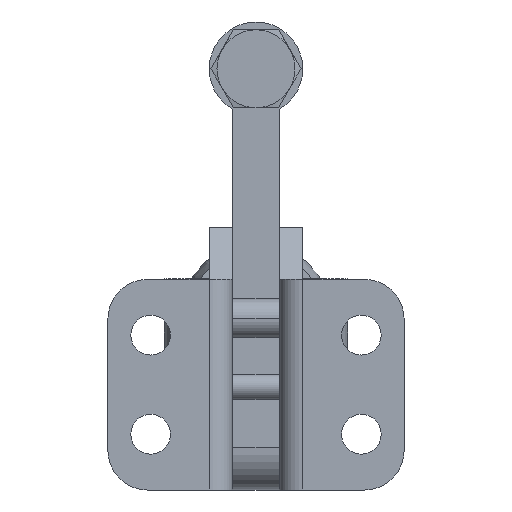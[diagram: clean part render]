
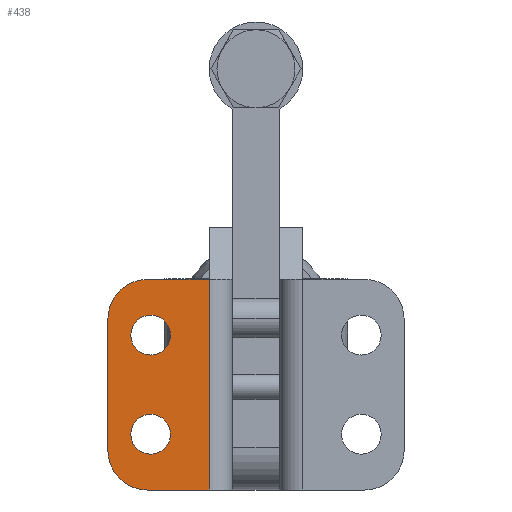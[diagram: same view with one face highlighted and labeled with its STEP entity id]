
A CAD part, front view. The second image highlights one B-rep face of the part: STEP entity #438.
In plain terms, the highlighted planar face has unit normal (0, -1, 0).
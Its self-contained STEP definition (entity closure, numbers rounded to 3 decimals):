
#438 = ADVANCED_FACE( '', ( #755, #756, #757 ), #758, .T. );
#755 = FACE_BOUND( '', #1381, .T. );
#756 = FACE_BOUND( '', #1382, .T. );
#757 = FACE_OUTER_BOUND( '', #1383, .T. );
#758 = PLANE( '', #1384 );
#1381 = EDGE_LOOP( '', ( #2154, #2155 ) );
#1382 = EDGE_LOOP( '', ( #2156, #2157 ) );
#1383 = EDGE_LOOP( '', ( #2158, #2159, #2160, #2161, #2162, #2163 ) );
#1384 = AXIS2_PLACEMENT_3D( '', #2164, #2165, #2166 );
#2154 = ORIENTED_EDGE( '', *, *, #4301, .T. );
#2155 = ORIENTED_EDGE( '', *, *, #4308, .T. );
#2156 = ORIENTED_EDGE( '', *, *, #4293, .T. );
#2157 = ORIENTED_EDGE( '', *, *, #4312, .T. );
#2158 = ORIENTED_EDGE( '', *, *, #4316, .T. );
#2159 = ORIENTED_EDGE( '', *, *, #4348, .F. );
#2160 = ORIENTED_EDGE( '', *, *, #4328, .T. );
#2161 = ORIENTED_EDGE( '', *, *, #4349, .T. );
#2162 = ORIENTED_EDGE( '', *, *, #4350, .T. );
#2163 = ORIENTED_EDGE( '', *, *, #4351, .T. );
#2164 = CARTESIAN_POINT( '', ( 19., -17.2, -22. ) );
#2165 = DIRECTION( '', ( 0., -1., 0. ) );
#2166 = DIRECTION( '', ( 1., 0., 0. ) );
#4293 = EDGE_CURVE( '', #5050, #5054, #5056, .T. );
#4301 = EDGE_CURVE( '', #5066, #5070, #5072, .T. );
#4308 = EDGE_CURVE( '', #5070, #5066, #5083, .T. );
#4312 = EDGE_CURVE( '', #5054, #5050, #5087, .T. );
#4316 = EDGE_CURVE( '', #5094, #5092, #5095, .T. );
#4328 = EDGE_CURVE( '', #5118, #5116, #5119, .T. );
#4348 = EDGE_CURVE( '', #5118, #5092, #5151, .T. );
#4349 = EDGE_CURVE( '', #5116, #5152, #5153, .T. );
#4350 = EDGE_CURVE( '', #5152, #5154, #5155, .T. );
#4351 = EDGE_CURVE( '', #5154, #5094, #5156, .T. );
#5050 = VERTEX_POINT( '', #6253 );
#5054 = VERTEX_POINT( '', #6258 );
#5056 = CIRCLE( '', #6261, 2.55 );
#5066 = VERTEX_POINT( '', #6273 );
#5070 = VERTEX_POINT( '', #6278 );
#5072 = CIRCLE( '', #6281, 2.55 );
#5083 = CIRCLE( '', #6294, 2.55 );
#5087 = CIRCLE( '', #6298, 2.55 );
#5092 = VERTEX_POINT( '', #6303 );
#5094 = VERTEX_POINT( '', #6306 );
#5095 = CIRCLE( '', #6307, 5.1 );
#5116 = VERTEX_POINT( '', #6333 );
#5118 = VERTEX_POINT( '', #6336 );
#5119 = CIRCLE( '', #6337, 5.1 );
#5151 = LINE( '', #6384, #6385 );
#5152 = VERTEX_POINT( '', #6386 );
#5153 = LINE( '', #6387, #6388 );
#5154 = VERTEX_POINT( '', #6389 );
#5155 = LINE( '', #6390, #6391 );
#5156 = LINE( '', #6392, #6393 );
#6253 = CARTESIAN_POINT( '', ( -10.95, -17.2, -14.85 ) );
#6258 = CARTESIAN_POINT( '', ( -16.05, -17.2, -14.85 ) );
#6261 = AXIS2_PLACEMENT_3D( '', #8317, #8318, #8319 );
#6273 = CARTESIAN_POINT( '', ( -10.95, -17.2, -2.15 ) );
#6278 = CARTESIAN_POINT( '', ( -16.05, -17.2, -2.15 ) );
#6281 = AXIS2_PLACEMENT_3D( '', #8333, #8334, #8335 );
#6294 = AXIS2_PLACEMENT_3D( '', #8350, #8351, #8352 );
#6298 = AXIS2_PLACEMENT_3D( '', #8362, #8363, #8364 );
#6303 = CARTESIAN_POINT( '', ( -19., -17.2, -0.1 ) );
#6306 = CARTESIAN_POINT( '', ( -13.9, -17.2, 5. ) );
#6307 = AXIS2_PLACEMENT_3D( '', #8372, #8373, #8374 );
#6333 = CARTESIAN_POINT( '', ( -13.9, -17.2, -22. ) );
#6336 = CARTESIAN_POINT( '', ( -19., -17.2, -16.9 ) );
#6337 = AXIS2_PLACEMENT_3D( '', #8396, #8397, #8398 );
#6384 = CARTESIAN_POINT( '', ( -19., -17.2, -22. ) );
#6385 = VECTOR( '', #8426, 1. );
#6386 = CARTESIAN_POINT( '', ( -6., -17.2, -22. ) );
#6387 = CARTESIAN_POINT( '', ( -19., -17.2, -22. ) );
#6388 = VECTOR( '', #8427, 1. );
#6389 = CARTESIAN_POINT( '', ( -6., -17.2, 5. ) );
#6390 = CARTESIAN_POINT( '', ( -6., -17.2, -8.5 ) );
#6391 = VECTOR( '', #8428, 1. );
#6392 = CARTESIAN_POINT( '', ( -19., -17.2, 5. ) );
#6393 = VECTOR( '', #8429, 1. );
#8317 = CARTESIAN_POINT( '', ( -13.5, -17.2, -14.85 ) );
#8318 = DIRECTION( '', ( 0., 1., 0. ) );
#8319 = DIRECTION( '', ( 1., 0., 0. ) );
#8333 = CARTESIAN_POINT( '', ( -13.5, -17.2, -2.15 ) );
#8334 = DIRECTION( '', ( 0., 1., 0. ) );
#8335 = DIRECTION( '', ( 1., 0., 0. ) );
#8350 = CARTESIAN_POINT( '', ( -13.5, -17.2, -2.15 ) );
#8351 = DIRECTION( '', ( 0., 1., 0. ) );
#8352 = DIRECTION( '', ( 1., 0., 0. ) );
#8362 = CARTESIAN_POINT( '', ( -13.5, -17.2, -14.85 ) );
#8363 = DIRECTION( '', ( 0., 1., 0. ) );
#8364 = DIRECTION( '', ( 1., 0., 0. ) );
#8372 = CARTESIAN_POINT( '', ( -13.9, -17.2, -0.1 ) );
#8373 = DIRECTION( '', ( 0., -1., 0. ) );
#8374 = DIRECTION( '', ( -1., 0., 0. ) );
#8396 = CARTESIAN_POINT( '', ( -13.9, -17.2, -16.9 ) );
#8397 = DIRECTION( '', ( 0., -1., 0. ) );
#8398 = DIRECTION( '', ( 0., 0., -1. ) );
#8426 = DIRECTION( '', ( 0., 0., 1. ) );
#8427 = DIRECTION( '', ( 1., 0., 0. ) );
#8428 = DIRECTION( '', ( 0., 0., 1. ) );
#8429 = DIRECTION( '', ( -1., 0., 0. ) );
